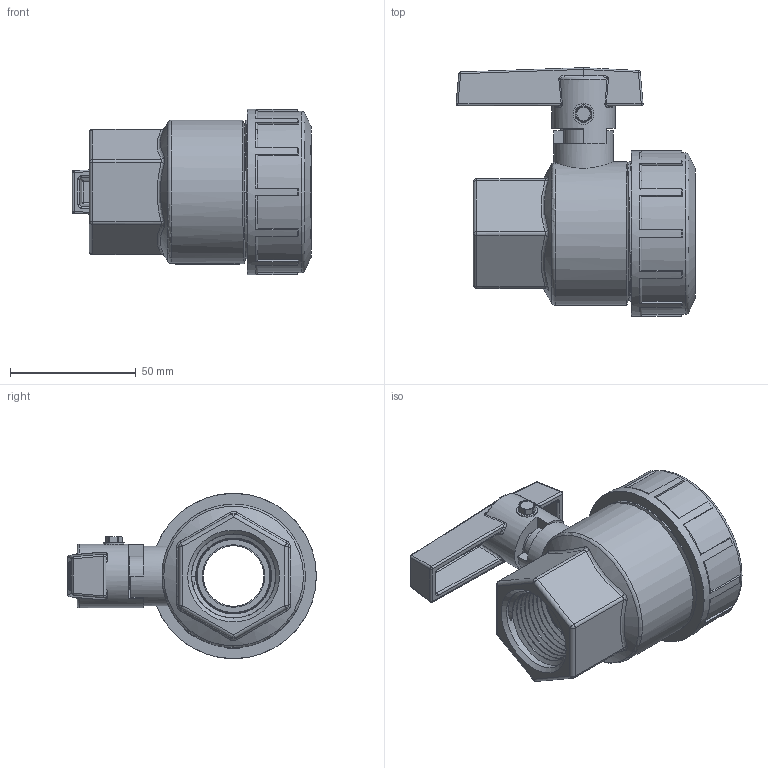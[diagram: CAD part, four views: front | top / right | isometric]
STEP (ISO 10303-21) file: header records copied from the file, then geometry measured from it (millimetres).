
FILE_DESCRIPTION(/* description */ ('1" UNION VALVE, FKM'),/* implementation_level */ '2;1');
FILE_NAME(/* name */ 'UV100FPV.stp',/* time_stamp */ '2023-08-21T14:59:22-04:00',/* author */ ('CAB'),/* organization */ (''),/* preprocessor_version */ 'ST-DEVELOPER v18.1',/* originating_system */ 'Autodesk Inventor 2022',/* authorisation */ '');
FILE_SCHEMA (('AUTOMOTIVE_DESIGN { 1 0 10303 214 3 1 1 }'));
Products named in the file (15): UV100FPV; 12774V; UV10255; UV10255M; UVX10255; UV10151; UV10150; UV10153; UV10256; UV10258; UV10264V; UV15220; VL1005; UV10254; UV10254_1
Assembly tree (16 placements, depth 4):
  UV100FPV
    12774V  x2
    UV10255
      UV10255M
        UVX10255
    UV10151
    UV10150
    UV10153
    UV10256
    UV10258  x2
    UV10264V
    UV15220
    VL1005
    UV10254
      UV10254_1
Bounding box: 95.51 x 99.03 x 65.89 mm (x, y, z)
Volume: 166266.6 mm3; surface area: 80624.1 mm2
Topology: 13 solids, 13 shells, 967 faces, 2551 edges, 1662 vertices
Faces by surface type: plane 413, bspline 247, cylinder 191, cone 62, torus 32, sphere 22
Full cylindrical faces by diameter (mm): 2.13 x10, 3.505 x8, 8.331 x1, 11.43 x2, 15.748 x3, 15.875 x1, 19.05 x1, 23.812 x1, 24.13 x1, 24.892 x1, 25.019 x2, 25.146 x1, 25.4 x1, 33.655 x1, 33.782 x2, 33.909 x1, 43.434 x1, 43.942 x1, 44.45 x1, 44.958 x1, 49.276 x1, 49.53 x1, 53.264 x4, 53.713 x5, 57.15 x9, 64.262 x1, 65.888 x1
Entity records: 54567 total; most frequent: CARTESIAN_POINT 31953, ORIENTED_EDGE 5074, DIRECTION 3842, EDGE_CURVE 2537, VERTEX_POINT 1656, AXIS2_PLACEMENT_3D 1300, LINE 1242, VECTOR 1242
